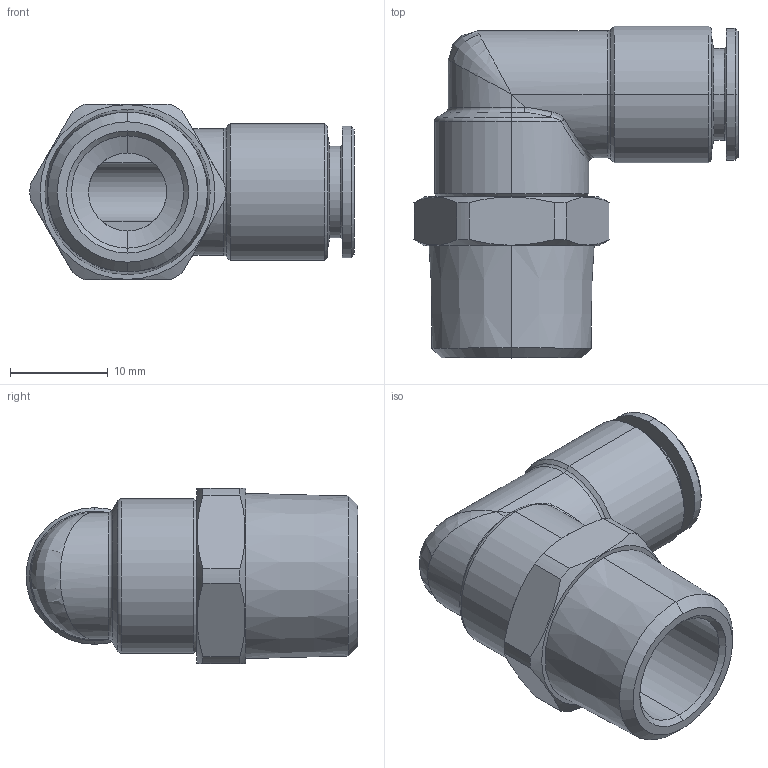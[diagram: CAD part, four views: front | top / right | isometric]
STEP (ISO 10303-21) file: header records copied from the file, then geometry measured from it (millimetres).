
FILE_DESCRIPTION (( 'STEP AP203' ), '1' );
FILE_NAME ('A0050043.STEP', '2009-11-20T08:33:16', ( 'Alain' ), ( 'Sopra-pneumatic' ), 'SwSTEP 2.0', 'SolidWorks 2009', '' );
FILE_SCHEMA (( 'CONFIG_CONTROL_DESIGN' ));
Length unit declared in the file: millimetre
Products named in the file (1): A0050043
Bounding box: 33.2 x 34 x 18 mm (x, y, z)
Volume: 5670 mm3; surface area: 4238.4 mm2
Topology: 1 solids, 1 shells, 89 faces, 200 edges, 115 vertices
Faces by surface type: cone 31, cylinder 29, plane 15, torus 8, bspline 6
Entity records: 3925 total; most frequent: CARTESIAN_POINT 1904, DIRECTION 424, ORIENTED_EDGE 396, EDGE_CURVE 198, AXIS2_PLACEMENT_3D 179, VERTEX_POINT 115, CIRCLE 95, EDGE_LOOP 95
